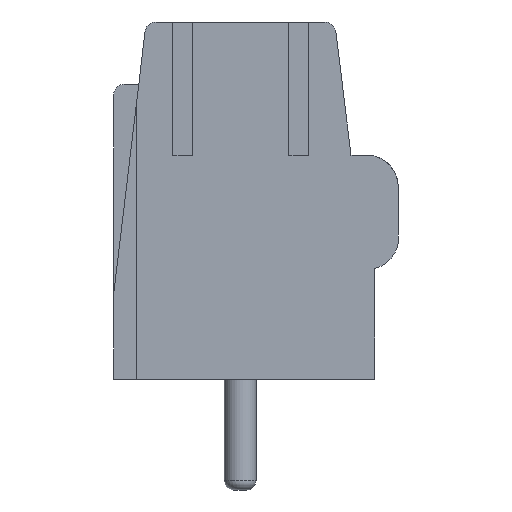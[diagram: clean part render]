
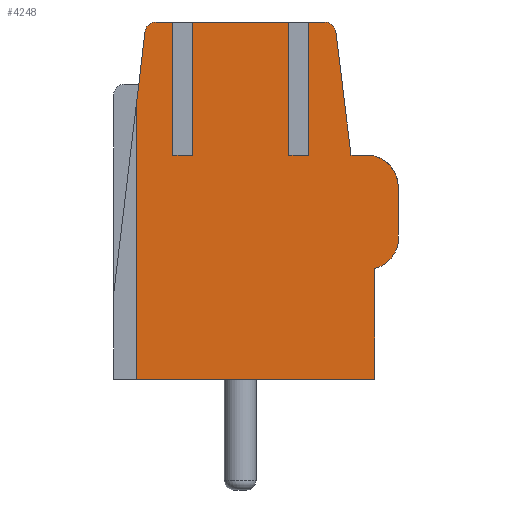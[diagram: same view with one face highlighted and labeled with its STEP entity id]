
A CAD part, left-side view. The second image highlights one B-rep face of the part: STEP entity #4248.
In plain terms, the highlighted planar face has unit normal (-1, 0, 0).
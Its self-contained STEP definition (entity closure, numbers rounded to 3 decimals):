
#68=CIRCLE('',#4433,0.349);
#69=CIRCLE('',#4434,1.015);
#70=CIRCLE('',#4435,1.02);
#71=CIRCLE('',#4436,0.356);
#212=ORIENTED_EDGE('',*,*,#1060,.F.);
#213=ORIENTED_EDGE('',*,*,#1061,.T.);
#214=ORIENTED_EDGE('',*,*,#1062,.F.);
#215=ORIENTED_EDGE('',*,*,#1063,.T.);
#216=ORIENTED_EDGE('',*,*,#1064,.T.);
#217=ORIENTED_EDGE('',*,*,#1065,.T.);
#218=ORIENTED_EDGE('',*,*,#1066,.T.);
#219=ORIENTED_EDGE('',*,*,#1067,.F.);
#220=ORIENTED_EDGE('',*,*,#1068,.F.);
#221=ORIENTED_EDGE('',*,*,#1069,.T.);
#222=ORIENTED_EDGE('',*,*,#1070,.T.);
#223=ORIENTED_EDGE('',*,*,#1071,.T.);
#224=ORIENTED_EDGE('',*,*,#1072,.T.);
#225=ORIENTED_EDGE('',*,*,#1073,.T.);
#226=ORIENTED_EDGE('',*,*,#1074,.F.);
#227=ORIENTED_EDGE('',*,*,#1075,.F.);
#228=ORIENTED_EDGE('',*,*,#1076,.F.);
#229=ORIENTED_EDGE('',*,*,#1077,.T.);
#230=ORIENTED_EDGE('',*,*,#1078,.F.);
#231=ORIENTED_EDGE('',*,*,#1079,.F.);
#1060=EDGE_CURVE('',#1492,#1493,#1795,.T.);
#1061=EDGE_CURVE('',#1492,#1494,#1796,.T.);
#1062=EDGE_CURVE('',#1495,#1494,#1797,.T.);
#1063=EDGE_CURVE('',#1495,#1496,#68,.T.);
#1064=EDGE_CURVE('',#1496,#1497,#1798,.T.);
#1065=EDGE_CURVE('',#1497,#1498,#1799,.T.);
#1066=EDGE_CURVE('',#1498,#1499,#1800,.T.);
#1067=EDGE_CURVE('',#1500,#1499,#1801,.T.);
#1068=EDGE_CURVE('',#1501,#1500,#69,.T.);
#1069=EDGE_CURVE('',#1501,#1502,#1802,.T.);
#1070=EDGE_CURVE('',#1502,#1503,#70,.T.);
#1071=EDGE_CURVE('',#1503,#1504,#1803,.T.);
#1072=EDGE_CURVE('',#1504,#1505,#1804,.T.);
#1073=EDGE_CURVE('',#1505,#1506,#71,.T.);
#1074=EDGE_CURVE('',#1507,#1506,#1805,.T.);
#1075=EDGE_CURVE('',#1508,#1507,#1806,.T.);
#1076=EDGE_CURVE('',#1509,#1508,#1807,.T.);
#1077=EDGE_CURVE('',#1509,#1510,#1808,.T.);
#1078=EDGE_CURVE('',#1511,#1510,#1809,.T.);
#1079=EDGE_CURVE('',#1493,#1511,#1810,.T.);
#1492=VERTEX_POINT('',#5596);
#1493=VERTEX_POINT('',#5597);
#1494=VERTEX_POINT('',#5599);
#1495=VERTEX_POINT('',#5601);
#1496=VERTEX_POINT('',#5603);
#1497=VERTEX_POINT('',#5605);
#1498=VERTEX_POINT('',#5607);
#1499=VERTEX_POINT('',#5609);
#1500=VERTEX_POINT('',#5611);
#1501=VERTEX_POINT('',#5613);
#1502=VERTEX_POINT('',#5615);
#1503=VERTEX_POINT('',#5617);
#1504=VERTEX_POINT('',#5619);
#1505=VERTEX_POINT('',#5621);
#1506=VERTEX_POINT('',#5623);
#1507=VERTEX_POINT('',#5625);
#1508=VERTEX_POINT('',#5627);
#1509=VERTEX_POINT('',#5629);
#1510=VERTEX_POINT('',#5631);
#1511=VERTEX_POINT('',#5633);
#1795=LINE('',#5595,#2169);
#1796=LINE('',#5598,#2170);
#1797=LINE('',#5600,#2171);
#1798=LINE('',#5604,#2172);
#1799=LINE('',#5606,#2173);
#1800=LINE('',#5608,#2174);
#1801=LINE('',#5610,#2175);
#1802=LINE('',#5614,#2176);
#1803=LINE('',#5618,#2177);
#1804=LINE('',#5620,#2178);
#1805=LINE('',#5624,#2179);
#1806=LINE('',#5626,#2180);
#1807=LINE('',#5628,#2181);
#1808=LINE('',#5630,#2182);
#1809=LINE('',#5632,#2183);
#1810=LINE('',#5634,#2184);
#2169=VECTOR('',#4729,1000.);
#2170=VECTOR('',#4730,1000.);
#2171=VECTOR('',#4731,1000.);
#2172=VECTOR('',#4734,1000.);
#2173=VECTOR('',#4735,1000.);
#2174=VECTOR('',#4736,1000.);
#2175=VECTOR('',#4737,1000.);
#2176=VECTOR('',#4740,1000.);
#2177=VECTOR('',#4743,1000.);
#2178=VECTOR('',#4744,1000.);
#2179=VECTOR('',#4747,1000.);
#2180=VECTOR('',#4748,1000.);
#2181=VECTOR('',#4749,1000.);
#2182=VECTOR('',#4750,1000.);
#2183=VECTOR('',#4751,1000.);
#2184=VECTOR('',#4752,1000.);
#2532=EDGE_LOOP('',(#212,#213,#214,#215,#216,#217,#218,#219,#220,#221,#222,
#223,#224,#225,#226,#227,#228,#229,#230,#231));
#2726=FACE_BOUND('',#2532,.T.);
#2913=PLANE('',#4432);
#4248=ADVANCED_FACE('',(#2726),#2913,.T.);
#4432=AXIS2_PLACEMENT_3D('',#5594,#4727,#4728);
#4433=AXIS2_PLACEMENT_3D('',#5602,#4732,#4733);
#4434=AXIS2_PLACEMENT_3D('',#5612,#4738,#4739);
#4435=AXIS2_PLACEMENT_3D('',#5616,#4741,#4742);
#4436=AXIS2_PLACEMENT_3D('',#5622,#4745,#4746);
#4727=DIRECTION('',(-1.,0.,0.));
#4728=DIRECTION('',(0.,0.,1.));
#4729=DIRECTION('',(0.,-1.,0.));
#4730=DIRECTION('',(0.,0.,1.));
#4731=DIRECTION('',(0.,-1.,0.));
#4732=DIRECTION('',(-1.,0.,0.));
#4733=DIRECTION('',(0.,-1.,0.));
#4734=DIRECTION('',(0.,0.119,-0.993));
#4735=DIRECTION('',(0.,0.,-1.));
#4736=DIRECTION('',(0.,-1.,0.));
#4737=DIRECTION('',(0.,0.,-1.));
#4738=DIRECTION('',(1.,0.,0.));
#4739=DIRECTION('',(0.,-1.,0.));
#4740=DIRECTION('',(0.,0.,1.));
#4741=DIRECTION('',(-1.,0.,0.));
#4742=DIRECTION('',(0.,-1.,0.));
#4743=DIRECTION('',(0.,1.,0.));
#4744=DIRECTION('',(0.,0.122,0.993));
#4745=DIRECTION('',(-1.,0.,0.));
#4746=DIRECTION('',(0.,-1.,0.));
#4747=DIRECTION('',(0.,-1.,0.));
#4748=DIRECTION('',(0.,0.,1.));
#4749=DIRECTION('',(0.,-1.,0.));
#4750=DIRECTION('',(0.,0.,1.));
#4751=DIRECTION('',(0.,-1.,0.));
#4752=DIRECTION('',(0.,0.,1.));
#5594=CARTESIAN_POINT('',(-2.5,4.5,-11.3));
#5595=CARTESIAN_POINT('',(-2.5,2.319,-4.22));
#5596=CARTESIAN_POINT('',(-2.5,2.629,-4.22));
#5597=CARTESIAN_POINT('',(-2.5,2.009,-4.22));
#5598=CARTESIAN_POINT('',(-2.5,2.629,-4.22));
#5599=CARTESIAN_POINT('',(-2.5,2.629,0.));
#5600=CARTESIAN_POINT('',(-2.5,4.5,0.));
#5601=CARTESIAN_POINT('',(-2.5,3.162,0.));
#5602=CARTESIAN_POINT('',(-2.5,3.162,-0.349));
#5603=CARTESIAN_POINT('',(-2.5,3.509,-0.308));
#5604=CARTESIAN_POINT('',(-2.5,3.509,-0.308));
#5605=CARTESIAN_POINT('',(-2.5,3.773,-2.507));
#5606=CARTESIAN_POINT('',(-2.5,3.773,-11.3));
#5607=CARTESIAN_POINT('',(-2.5,3.773,-11.3));
#5608=CARTESIAN_POINT('',(-2.5,4.5,-11.3));
#5609=CARTESIAN_POINT('',(-2.5,-3.757,-11.3));
#5610=CARTESIAN_POINT('',(-2.5,-3.757,-11.3));
#5611=CARTESIAN_POINT('',(-2.5,-3.757,-7.794));
#5612=CARTESIAN_POINT('',(-2.5,-3.495,-6.814));
#5613=CARTESIAN_POINT('',(-2.5,-4.5,-6.96));
#5614=CARTESIAN_POINT('',(-2.5,-4.5,-11.3));
#5615=CARTESIAN_POINT('',(-2.5,-4.5,-5.2));
#5616=CARTESIAN_POINT('',(-2.5,-3.48,-5.224));
#5617=CARTESIAN_POINT('',(-2.5,-3.562,-4.207));
#5618=CARTESIAN_POINT('',(-2.5,-3.562,-4.207));
#5619=CARTESIAN_POINT('',(-2.5,-3.004,-4.207));
#5620=CARTESIAN_POINT('',(-2.5,-3.004,-4.207));
#5621=CARTESIAN_POINT('',(-2.5,-2.525,-0.312));
#5622=CARTESIAN_POINT('',(-2.5,-2.173,-0.356));
#5623=CARTESIAN_POINT('',(-2.5,-2.173,0.));
#5624=CARTESIAN_POINT('',(-2.5,4.5,0.));
#5625=CARTESIAN_POINT('',(-2.5,-1.66,0.));
#5626=CARTESIAN_POINT('',(-2.5,-1.66,-4.22));
#5627=CARTESIAN_POINT('',(-2.5,-1.66,-4.22));
#5628=CARTESIAN_POINT('',(-2.5,-1.04,-4.22));
#5629=CARTESIAN_POINT('',(-2.5,-1.04,-4.22));
#5630=CARTESIAN_POINT('',(-2.5,-1.04,-4.22));
#5631=CARTESIAN_POINT('',(-2.5,-1.04,0.));
#5632=CARTESIAN_POINT('',(-2.5,4.5,0.));
#5633=CARTESIAN_POINT('',(-2.5,2.009,0.));
#5634=CARTESIAN_POINT('',(-2.5,2.009,-4.22));
